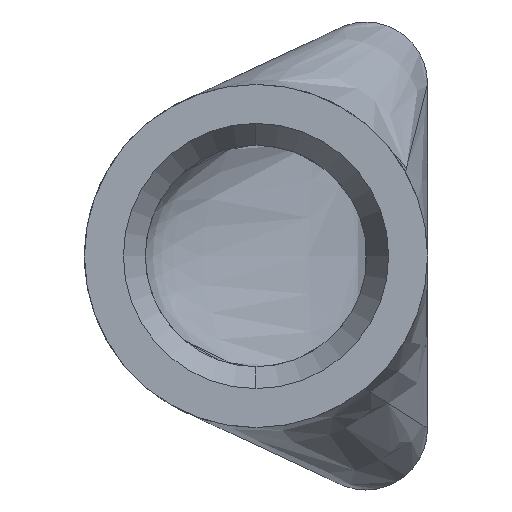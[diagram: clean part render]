
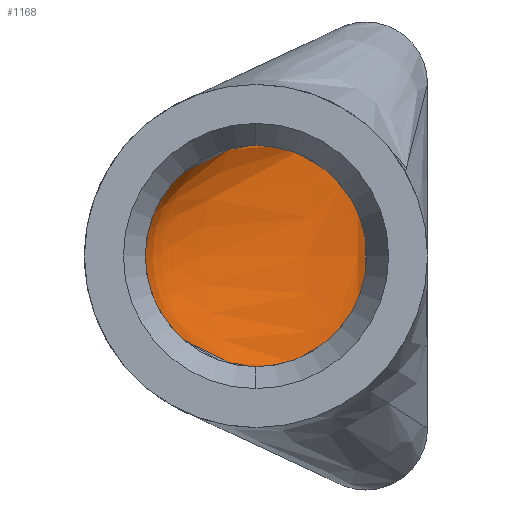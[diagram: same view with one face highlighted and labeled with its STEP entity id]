
A CAD part, left-side view. The second image highlights one B-rep face of the part: STEP entity #1168.
In plain terms, the highlighted free-form (B-spline) face has degree [3, 3] with [11, 4] control points.
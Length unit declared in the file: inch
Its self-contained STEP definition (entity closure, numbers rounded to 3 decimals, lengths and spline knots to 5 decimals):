
#4 = CARTESIAN_POINT ( 'NONE',  ( 2.359, 0.1975, -0.545 ) ) ;
#19 = CARTESIAN_POINT ( 'NONE',  ( 2.359, 0.1975, 0.545 ) ) ;
#40 = B_SPLINE_CURVE_WITH_KNOTS ( 'NONE', 3,
 ( #606, #673, #240, #312 ),
 .UNSPECIFIED., .F., .F.,
 ( 4, 4 ),
 ( 0., 1. ),
 .UNSPECIFIED. ) ;
#56 = CARTESIAN_POINT ( 'NONE',  ( 1.77895, 0.88678, -0.07708 ) ) ;
#72 = CARTESIAN_POINT ( 'NONE',  ( 1.609, 0.86218, -0.14899 ) ) ;
#82 = CARTESIAN_POINT ( 'NONE',  ( 1.77264, 0.76748, -0.26812 ) ) ;
#95 = CARTESIAN_POINT ( 'NONE',  ( 2.359, 0.1975, 0.545 ) ) ;
#96 = CARTESIAN_POINT ( 'NONE',  ( 1.609, 0.76749, -0.26813 ) ) ;
#109 = ORIENTED_EDGE ( 'NONE', *, *, #727, .F. ) ;
#111 = CARTESIAN_POINT ( 'NONE',  ( 2.359, 0.1975, -0.49958 ) ) ;
#117 = CARTESIAN_POINT ( 'NONE',  ( 1.609, 0.76748, 0.26812 ) ) ;
#128 = CARTESIAN_POINT ( 'NONE',  ( 1.609, 0.89536, 0. ) ) ;
#135 = CARTESIAN_POINT ( 'NONE',  ( 2.359, 0.1975, 0.545 ) ) ;
#138 = ORIENTED_EDGE ( 'NONE', *, *, #1134, .T. ) ;
#142 = CARTESIAN_POINT ( 'NONE',  ( 1.77467, 0.82273, 0.21433 ) ) ;
#151 = CARTESIAN_POINT ( 'NONE',  ( 2.19536, 0.1975, 0.545 ) ) ;
#162 = ORIENTED_EDGE ( 'NONE', *, *, #902, .T. ) ;
#185 = CARTESIAN_POINT ( 'NONE',  ( 2.359, 0.1975, -0.545 ) ) ;
#207 = CARTESIAN_POINT ( 'NONE',  ( 2.359, 0.1975, -0.40875 ) ) ;
#229 = CARTESIAN_POINT ( 'NONE',  ( 1.77264, 0.76748, 0.26812 ) ) ;
#232 = ORIENTED_EDGE ( 'NONE', *, *, #263, .T. ) ;
#235 = CARTESIAN_POINT ( 'NONE',  ( 2.19333, 0.1975, 0.40875 ) ) ;
#240 = CARTESIAN_POINT ( 'NONE',  ( 2.19536, 0.1975, 0.545 ) ) ;
#257 = CARTESIAN_POINT ( 'NONE',  ( 1.609, 0.89536, 0. ) ) ;
#263 = EDGE_CURVE ( 'NONE', #1146, #1157, #506, .T. ) ;
#276 = CARTESIAN_POINT ( 'NONE',  ( 1.77467, 0.82273, -0.21433 ) ) ;
#285 = CARTESIAN_POINT ( 'NONE',  ( 2.359, 0.1975, 0. ) ) ;
#289 = FACE_OUTER_BOUND ( 'NONE', #1067, .T. ) ;
#302 = CARTESIAN_POINT ( 'NONE',  ( 2.359, 0.1975, 0.2725 ) ) ;
#312 = CARTESIAN_POINT ( 'NONE',  ( 2.359, 0.1975, 0.545 ) ) ;
#314 = CARTESIAN_POINT ( 'NONE',  ( 2.18905, 0.1975, 0.13625 ) ) ;
#320 = CARTESIAN_POINT ( 'NONE',  ( 2.359, 0.1975, 0. ) ) ;
#335 = CARTESIAN_POINT ( 'NONE',  ( 2.359, 0.1975, -0.545 ) ) ;
#339 = CARTESIAN_POINT ( 'NONE',  ( 1.609, 0.76749, 0.26813 ) ) ;
#359 = CARTESIAN_POINT ( 'NONE',  ( 1.609, 0.82273, -0.21433 ) ) ;
#363 = CARTESIAN_POINT ( 'NONE',  ( 2.19468, 0.1975, -0.49958 ) ) ;
#373 = CARTESIAN_POINT ( 'NONE',  ( 2.359, 0.1975, -0.545 ) ) ;
#402 = CARTESIAN_POINT ( 'NONE',  ( 1.77895, 0.88678, 0.07708 ) ) ;
#409 = CARTESIAN_POINT ( 'NONE',  ( 1.77716, 0.86218, -0.14899 ) ) ;
#426 = VERTEX_POINT ( 'NONE', #914 ) ;
#435 = CARTESIAN_POINT ( 'NONE',  ( 1.609, 0.76749, -0.26813 ) ) ;
#450 = CARTESIAN_POINT ( 'NONE',  ( 1.609, 0.88678, 0.07708 ) ) ;
#462 = B_SPLINE_SURFACE_WITH_KNOTS ( 'NONE', 3, 3, ( 
 ( #547, #646, #1009, #4 ),
 ( #563, #916, #363, #111 ),
 ( #359, #276, #995, #207 ),
 ( #848, #409, #569, #928 ),
 ( #921, #56, #668, #767 ),
 ( #128, #743, #1130, #320 ),
 ( #681, #402, #314, #856 ),
 ( #1045, #484, #841, #302 ),
 ( #661, #142, #235, #936 ),
 ( #653, #1022, #950, #597 ),
 ( #117, #229, #151, #135 ) ),
 .UNSPECIFIED., .F., .F., .F.,
 ( 4, 1, 1, 1, 1, 1, 1, 1, 4 ),
 ( 4, 4 ),
 ( 0., 0.125, 0.25, 0.375, 0.5, 0.625, 0.75, 0.875, 1. ),
 ( 0., 1. ),
 .UNSPECIFIED. ) ;
#484 = CARTESIAN_POINT ( 'NONE',  ( 1.77716, 0.86218, 0.14899 ) ) ;
#506 = B_SPLINE_CURVE_WITH_KNOTS ( 'NONE', 3,
 ( #604, #82, #1144, #335 ),
 .UNSPECIFIED., .F., .F.,
 ( 4, 4 ),
 ( 0., 1. ),
 .UNSPECIFIED. ) ;
#547 = CARTESIAN_POINT ( 'NONE',  ( 1.609, 0.76748, -0.26812 ) ) ;
#563 = CARTESIAN_POINT ( 'NONE',  ( 1.609, 0.78729, -0.25149 ) ) ;
#569 = CARTESIAN_POINT ( 'NONE',  ( 2.19084, 0.1975, -0.2725 ) ) ;
#597 = CARTESIAN_POINT ( 'NONE',  ( 2.359, 0.1975, 0.49958 ) ) ;
#604 = CARTESIAN_POINT ( 'NONE',  ( 1.609, 0.76749, -0.26813 ) ) ;
#606 = CARTESIAN_POINT ( 'NONE',  ( 1.609, 0.76749, 0.26813 ) ) ;
#629 = CARTESIAN_POINT ( 'NONE',  ( 2.359, 0.1975, 0.2725 ) ) ;
#635 = CARTESIAN_POINT ( 'NONE',  ( 2.359, 0.1975, 0.40875 ) ) ;
#646 = CARTESIAN_POINT ( 'NONE',  ( 1.77264, 0.76748, -0.26812 ) ) ;
#653 = CARTESIAN_POINT ( 'NONE',  ( 1.609, 0.78729, 0.25149 ) ) ;
#661 = CARTESIAN_POINT ( 'NONE',  ( 1.609, 0.82273, 0.21433 ) ) ;
#668 = CARTESIAN_POINT ( 'NONE',  ( 2.18905, 0.1975, -0.13625 ) ) ;
#669 = B_SPLINE_CURVE_WITH_KNOTS ( 'NONE', 3,
 ( #339, #1068, #1162, #885, #450, #257, #806, #72, #1080, #891, #435 ),
 .UNSPECIFIED., .F., .F.,
 ( 4, 1, 1, 1, 1, 1, 1, 1, 4 ),
 ( 0., 0.125, 0.25, 0.375, 0.5, 0.625, 0.75, 0.875, 1. ),
 .UNSPECIFIED. ) ;
#673 = CARTESIAN_POINT ( 'NONE',  ( 1.77264, 0.76748, 0.26812 ) ) ;
#681 = CARTESIAN_POINT ( 'NONE',  ( 1.609, 0.88678, 0.07708 ) ) ;
#683 = VERTEX_POINT ( 'NONE', #95 ) ;
#718 = CARTESIAN_POINT ( 'NONE',  ( 2.359, 0.1975, -0.13625 ) ) ;
#722 = CARTESIAN_POINT ( 'NONE',  ( 2.359, 0.1975, 0.13625 ) ) ;
#727 = EDGE_CURVE ( 'NONE', #426, #683, #40, .T. ) ;
#743 = CARTESIAN_POINT ( 'NONE',  ( 1.77965, 0.89536, 0. ) ) ;
#767 = CARTESIAN_POINT ( 'NONE',  ( 2.359, 0.1975, -0.13625 ) ) ;
#806 = CARTESIAN_POINT ( 'NONE',  ( 1.609, 0.88678, -0.07708 ) ) ;
#809 = CARTESIAN_POINT ( 'NONE',  ( 2.359, 0.1975, -0.2725 ) ) ;
#841 = CARTESIAN_POINT ( 'NONE',  ( 2.19084, 0.1975, 0.2725 ) ) ;
#848 = CARTESIAN_POINT ( 'NONE',  ( 1.609, 0.86218, -0.14899 ) ) ;
#856 = CARTESIAN_POINT ( 'NONE',  ( 2.359, 0.1975, 0.13625 ) ) ;
#885 = CARTESIAN_POINT ( 'NONE',  ( 1.609, 0.86218, 0.14899 ) ) ;
#891 = CARTESIAN_POINT ( 'NONE',  ( 1.609, 0.78729, -0.25149 ) ) ;
#902 = EDGE_CURVE ( 'NONE', #426, #1146, #669, .T. ) ;
#914 = CARTESIAN_POINT ( 'NONE',  ( 1.609, 0.76749, 0.26813 ) ) ;
#916 = CARTESIAN_POINT ( 'NONE',  ( 1.77332, 0.78729, -0.25149 ) ) ;
#921 = CARTESIAN_POINT ( 'NONE',  ( 1.609, 0.88678, -0.07708 ) ) ;
#928 = CARTESIAN_POINT ( 'NONE',  ( 2.359, 0.1975, -0.2725 ) ) ;
#936 = CARTESIAN_POINT ( 'NONE',  ( 2.359, 0.1975, 0.40875 ) ) ;
#950 = CARTESIAN_POINT ( 'NONE',  ( 2.19468, 0.1975, 0.49958 ) ) ;
#988 = CARTESIAN_POINT ( 'NONE',  ( 2.359, 0.1975, -0.49958 ) ) ;
#994 = B_SPLINE_CURVE_WITH_KNOTS ( 'NONE', 3,
 ( #373, #988, #1094, #809, #718, #285, #722, #629, #635, #1004, #19 ),
 .UNSPECIFIED., .F., .F.,
 ( 4, 1, 1, 1, 1, 1, 1, 1, 4 ),
 ( 0., 0.125, 0.25, 0.375, 0.5, 0.625, 0.75, 0.875, 1. ),
 .UNSPECIFIED. ) ;
#995 = CARTESIAN_POINT ( 'NONE',  ( 2.19333, 0.1975, -0.40875 ) ) ;
#1004 = CARTESIAN_POINT ( 'NONE',  ( 2.359, 0.1975, 0.49958 ) ) ;
#1009 = CARTESIAN_POINT ( 'NONE',  ( 2.19536, 0.1975, -0.545 ) ) ;
#1022 = CARTESIAN_POINT ( 'NONE',  ( 1.77332, 0.78729, 0.25149 ) ) ;
#1045 = CARTESIAN_POINT ( 'NONE',  ( 1.609, 0.86218, 0.14899 ) ) ;
#1067 = EDGE_LOOP ( 'NONE', ( #162, #232, #138, #109 ) ) ;
#1068 = CARTESIAN_POINT ( 'NONE',  ( 1.609, 0.78729, 0.25149 ) ) ;
#1080 = CARTESIAN_POINT ( 'NONE',  ( 1.609, 0.82273, -0.21433 ) ) ;
#1094 = CARTESIAN_POINT ( 'NONE',  ( 2.359, 0.1975, -0.40875 ) ) ;
#1130 = CARTESIAN_POINT ( 'NONE',  ( 2.18835, 0.1975, 0. ) ) ;
#1134 = EDGE_CURVE ( 'NONE', #1157, #683, #994, .T. ) ;
#1144 = CARTESIAN_POINT ( 'NONE',  ( 2.19536, 0.1975, -0.545 ) ) ;
#1146 = VERTEX_POINT ( 'NONE', #96 ) ;
#1157 = VERTEX_POINT ( 'NONE', #185 ) ;
#1162 = CARTESIAN_POINT ( 'NONE',  ( 1.609, 0.82273, 0.21433 ) ) ;
#1168 = ADVANCED_FACE ( 'NONE', ( #289 ), #462, .F. ) ;
